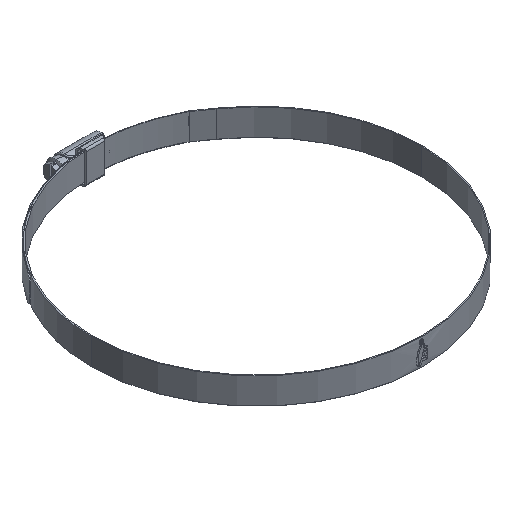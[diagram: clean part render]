
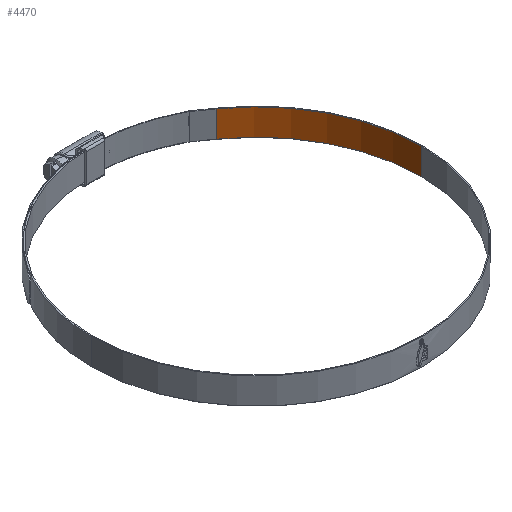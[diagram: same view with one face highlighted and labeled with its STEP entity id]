
A CAD part, isometric view. The second image highlights one B-rep face of the part: STEP entity #4470.
In plain terms, the highlighted cylindrical face has radius 89 mm (diameter 178 mm), a partial arc.
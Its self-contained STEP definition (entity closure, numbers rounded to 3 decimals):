
#340 = LINE ( 'NONE', #6980, #5060 ) ;
#353 = CARTESIAN_POINT ( 'NONE',  ( 51.048, 72.905, -7.135 ) ) ;
#367 = VERTEX_POINT ( 'NONE', #353 ) ;
#416 = DIRECTION ( 'NONE',  ( 1., 0., 0. ) ) ;
#705 = VECTOR ( 'NONE', #3247, 1000. ) ;
#723 = DIRECTION ( 'NONE',  ( 1., 0., 0. ) ) ;
#896 = EDGE_LOOP ( 'NONE', ( #4637, #1743, #7318, #6098 ) ) ;
#907 = DIRECTION ( 'NONE',  ( 0., 0., -1. ) ) ;
#1164 = AXIS2_PLACEMENT_3D ( 'NONE', #6799, #6953, #416 ) ;
#1185 = CARTESIAN_POINT ( 'NONE',  ( 51.048, 72.905, 7.135 ) ) ;
#1271 = FACE_OUTER_BOUND ( 'NONE', #896, .T. ) ;
#1406 = CIRCLE ( 'NONE', #7616, 89. ) ;
#1673 = EDGE_CURVE ( 'NONE', #7047, #5219, #6571, .T. ) ;
#1743 = ORIENTED_EDGE ( 'NONE', *, *, #3142, .T. ) ;
#2165 = DIRECTION ( 'NONE',  ( 0., 0., -1. ) ) ;
#2272 = VERTEX_POINT ( 'NONE', #1185 ) ;
#2308 = AXIS2_PLACEMENT_3D ( 'NONE', #7016, #907, #3305 ) ;
#2434 = CARTESIAN_POINT ( 'NONE',  ( 89., 0., -7.135 ) ) ;
#2464 = EDGE_CURVE ( 'NONE', #2272, #367, #340, .T. ) ;
#3142 = EDGE_CURVE ( 'NONE', #7047, #2272, #1406, .T. ) ;
#3247 = DIRECTION ( 'NONE',  ( 0., 0., -1. ) ) ;
#3305 = DIRECTION ( 'NONE',  ( -1., 0., 0. ) ) ;
#3703 = DIRECTION ( 'NONE',  ( 0., 0., 1. ) ) ;
#3829 = CARTESIAN_POINT ( 'NONE',  ( 89., 0., 7.135 ) ) ;
#4065 = EDGE_CURVE ( 'NONE', #5219, #367, #6757, .T. ) ;
#4470 = ADVANCED_FACE ( 'NONE', ( #1271 ), #6034, .F. ) ;
#4637 = ORIENTED_EDGE ( 'NONE', *, *, #1673, .F. ) ;
#5060 = VECTOR ( 'NONE', #2165, 1000. ) ;
#5219 = VERTEX_POINT ( 'NONE', #2434 ) ;
#6034 = CYLINDRICAL_SURFACE ( 'NONE', #2308, 89. ) ;
#6098 = ORIENTED_EDGE ( 'NONE', *, *, #4065, .F. ) ;
#6571 = LINE ( 'NONE', #3829, #705 ) ;
#6592 = CARTESIAN_POINT ( 'NONE',  ( 0., 0., 7.135 ) ) ;
#6757 = CIRCLE ( 'NONE', #1164, 89. ) ;
#6799 = CARTESIAN_POINT ( 'NONE',  ( 0., 0., -7.135 ) ) ;
#6805 = CARTESIAN_POINT ( 'NONE',  ( 89., 0., 7.135 ) ) ;
#6953 = DIRECTION ( 'NONE',  ( 0., 0., 1. ) ) ;
#6980 = CARTESIAN_POINT ( 'NONE',  ( 51.048, 72.905, 7.135 ) ) ;
#7016 = CARTESIAN_POINT ( 'NONE',  ( 0., 0., 7.135 ) ) ;
#7047 = VERTEX_POINT ( 'NONE', #6805 ) ;
#7318 = ORIENTED_EDGE ( 'NONE', *, *, #2464, .T. ) ;
#7616 = AXIS2_PLACEMENT_3D ( 'NONE', #6592, #3703, #723 ) ;
